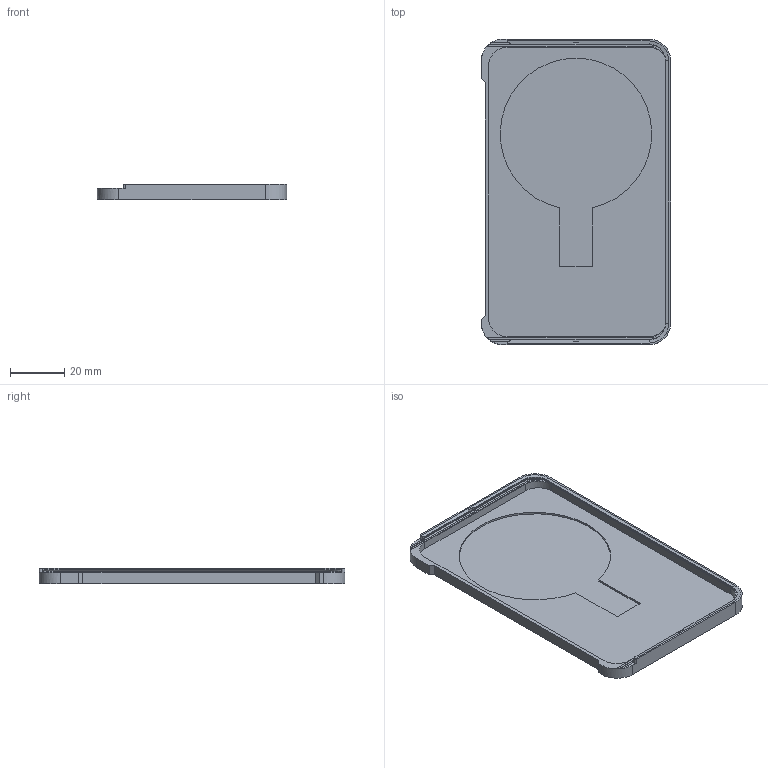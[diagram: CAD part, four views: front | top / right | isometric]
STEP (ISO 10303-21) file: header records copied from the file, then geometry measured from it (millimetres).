
FILE_DESCRIPTION(('FreeCAD Model'),'2;1');
FILE_NAME('Open CASCADE Shape Model','2024-11-14T08:53:50',(''),(''), 'Open CASCADE STEP processor 7.6','FreeCAD','Unknown');
FILE_SCHEMA(('AUTOMOTIVE_DESIGN { 1 0 10303 214 1 1 1 1 }'));
Length unit declared in the file: millimetre
Products named in the file (4): Wallter_Drawer; LCS_Assembly; Part; Body
Assembly tree (3 placements, depth 3):
  Wallter_Drawer
    LCS_Assembly
    Part
      Body
Bounding box: 70 x 113 x 5.8 mm (x, y, z)
Volume: 9962.9 mm3; surface area: 18953.8 mm2
Topology: 1 solids, 1 shells, 93 faces, 228 edges, 138 vertices
Faces by surface type: plane 74, cylinder 15, cone 4
Entity records: 5796 total; most frequent: CARTESIAN_POINT 1073, DIRECTION 904, LINE 580, VECTOR 580, ORIENTED_EDGE 456, PCURVE 456, DEFINITIONAL_REPRESENTATION 456, EDGE_CURVE 228
